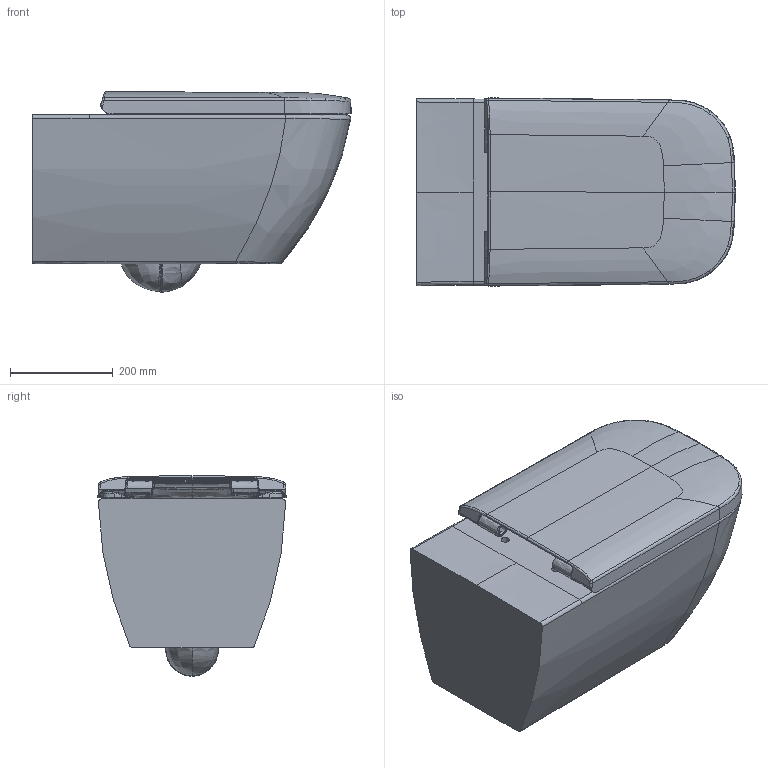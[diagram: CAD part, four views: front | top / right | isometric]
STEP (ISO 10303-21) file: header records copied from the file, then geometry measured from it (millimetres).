
FILE_DESCRIPTION((''),'2;1');
FILE_NAME('255009.stp','2013-11-21T12:16:45',('Administrator'),(''),'Autodesk Inventor 2011','Autodesk Inventor 2011','');
FILE_SCHEMA(('CONFIG_CONTROL_DESIGN'));
Length unit declared in the file: millimetre
Products named in the file (4): 255009; 006461 Sitz; 006461 Deckel
Assembly tree (3 placements, depth 2):
  255009
    255009
    006461 Sitz
    006461 Deckel
Bounding box: 621.37 x 366.88 x 390.58 mm (x, y, z)
Volume: 37564173.6 mm3; surface area: 1724494.6 mm2
Topology: 3 solids, 9 shells, 1001 faces, 2425 edges, 1447 vertices
Faces by surface type: bspline 884, plane 98, cylinder 11, sphere 8
Full cylindrical faces by diameter (mm): 16 x2
Entity records: 127695 total; most frequent: CARTESIAN_POINT 110052, ORIENTED_EDGE 4832, EDGE_CURVE 2416, B_SPLINE_CURVE_WITH_KNOTS 1463, VERTEX_POINT 1443, EDGE_LOOP 1021, FACE_OUTER_BOUND 1001, ADVANCED_FACE 1001
